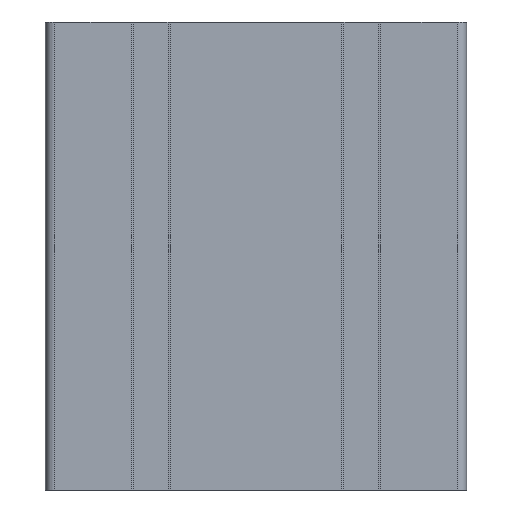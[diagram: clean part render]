
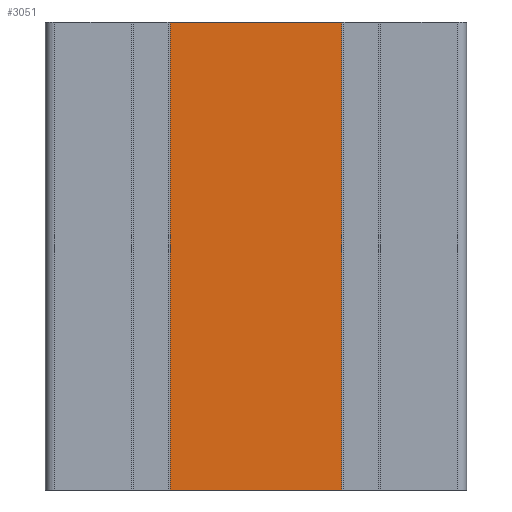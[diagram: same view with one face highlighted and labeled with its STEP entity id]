
A CAD part, front view. The second image highlights one B-rep face of the part: STEP entity #3051.
In plain terms, the highlighted planar face has unit normal (0, -1, 0).
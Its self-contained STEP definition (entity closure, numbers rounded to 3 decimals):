
#102=PLANE('',#3274);
#243=FACE_OUTER_BOUND('',#394,.T.);
#394=EDGE_LOOP('',(#2424,#2425,#2426,#2427));
#701=LINE('',#4809,#1058);
#702=LINE('',#4812,#1059);
#703=LINE('',#4814,#1060);
#704=LINE('',#4815,#1061);
#1058=VECTOR('',#3933,100.);
#1059=VECTOR('',#3936,36.7);
#1060=VECTOR('',#3937,36.7);
#1061=VECTOR('',#3938,100.);
#1471=VERTEX_POINT('',#4805);
#1472=VERTEX_POINT('',#4807);
#1473=VERTEX_POINT('',#4811);
#1474=VERTEX_POINT('',#4813);
#1873=EDGE_CURVE('',#1471,#1472,#701,.T.);
#1874=EDGE_CURVE('',#1473,#1471,#702,.T.);
#1875=EDGE_CURVE('',#1474,#1472,#703,.T.);
#1876=EDGE_CURVE('',#1473,#1474,#704,.T.);
#2424=ORIENTED_EDGE('',*,*,#1874,.T.);
#2425=ORIENTED_EDGE('',*,*,#1873,.T.);
#2426=ORIENTED_EDGE('',*,*,#1875,.F.);
#2427=ORIENTED_EDGE('',*,*,#1876,.F.);
#3051=ADVANCED_FACE('',(#243),#102,.T.);
#3274=AXIS2_PLACEMENT_3D('',#4810,#3934,#3935);
#3933=DIRECTION('',(0.,0.,1.));
#3934=DIRECTION('center_axis',(0.,-1.,0.));
#3935=DIRECTION('ref_axis',(1.,0.,0.));
#3936=DIRECTION('',(1.,0.,0.));
#3937=DIRECTION('',(1.,0.,0.));
#3938=DIRECTION('',(0.,0.,1.));
#4805=CARTESIAN_POINT('',(18.35,-30.,0.));
#4807=CARTESIAN_POINT('',(18.35,-30.,100.));
#4809=CARTESIAN_POINT('',(18.35,-30.,0.));
#4810=CARTESIAN_POINT('Origin',(-18.35,-30.,0.));
#4811=CARTESIAN_POINT('',(-18.35,-30.,0.));
#4812=CARTESIAN_POINT('',(-18.35,-30.,0.));
#4813=CARTESIAN_POINT('',(-18.35,-30.,100.));
#4814=CARTESIAN_POINT('',(-18.35,-30.,100.));
#4815=CARTESIAN_POINT('',(-18.35,-30.,0.));
